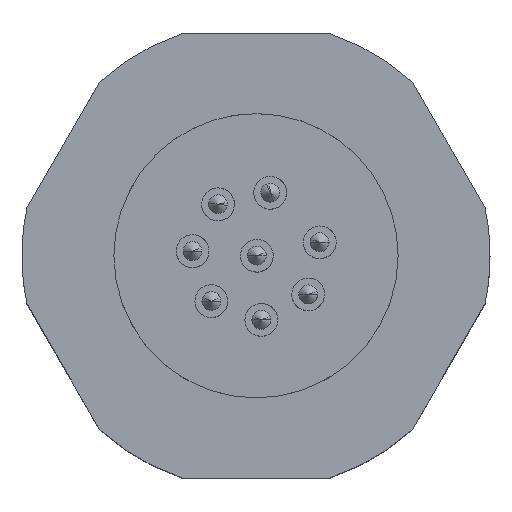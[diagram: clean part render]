
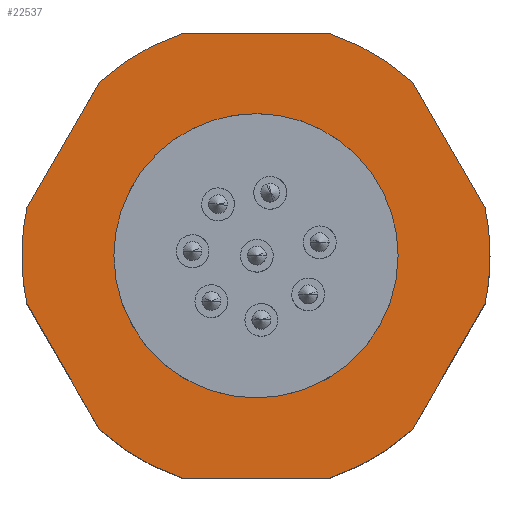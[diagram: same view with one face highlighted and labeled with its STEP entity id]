
A CAD part, top view. The second image highlights one B-rep face of the part: STEP entity #22537.
In plain terms, the highlighted planar face has unit normal (0, 0, 1).
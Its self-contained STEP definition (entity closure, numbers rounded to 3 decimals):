
#21314=AXIS2_PLACEMENT_3D('Circle Axis2P3D',#21312,#21313,$) ;
#21407=AXIS2_PLACEMENT_3D('Circle Axis2P3D',#21405,#21406,$) ;
#22141=AXIS2_PLACEMENT_3D('Circle Axis2P3D',#22139,#22140,$) ;
#22166=AXIS2_PLACEMENT_3D('Circle Axis2P3D',#22164,#22165,$) ;
#22184=AXIS2_PLACEMENT_3D('Circle Axis2P3D',#22182,#22183,$) ;
#22209=AXIS2_PLACEMENT_3D('Circle Axis2P3D',#22207,#22208,$) ;
#22227=AXIS2_PLACEMENT_3D('Circle Axis2P3D',#22225,#22226,$) ;
#22245=AXIS2_PLACEMENT_3D('Circle Axis2P3D',#22243,#22244,$) ;
#22464=AXIS2_PLACEMENT_3D('Circle Axis2P3D',#22462,#22463,$) ;
#22515=AXIS2_PLACEMENT_3D('Plane Axis2P3D',#22512,#22513,#22514) ;
#21246=CARTESIAN_POINT('Vertex',(17.729,16.954,20.501)) ;
#21249=CARTESIAN_POINT('Line Origine',(19.29,14.249,20.501)) ;
#21253=CARTESIAN_POINT('Vertex',(20.851,11.545,20.501)) ;
#21309=CARTESIAN_POINT('Vertex',(14.185,19.,20.5)) ;
#21312=CARTESIAN_POINT('Axis2P3D Location',(11.063,9.5,20.5)) ;
#21346=CARTESIAN_POINT('Vertex',(7.94,19.,20.5)) ;
#21349=CARTESIAN_POINT('Line Origine',(11.063,19.,20.5)) ;
#21402=CARTESIAN_POINT('Vertex',(4.397,16.954,20.5)) ;
#21405=CARTESIAN_POINT('Axis2P3D Location',(11.063,9.5,20.5)) ;
#21439=CARTESIAN_POINT('Vertex',(1.274,11.546,20.5)) ;
#21442=CARTESIAN_POINT('Line Origine',(2.835,14.25,20.5)) ;
#22029=CARTESIAN_POINT('Vertex',(20.851,7.454,20.501)) ;
#22032=CARTESIAN_POINT('Line Origine',(19.29,4.749,20.501)) ;
#22036=CARTESIAN_POINT('Vertex',(17.728,2.045,20.501)) ;
#22067=CARTESIAN_POINT('Vertex',(14.185,0.,20.5)) ;
#22070=CARTESIAN_POINT('Line Origine',(11.062,0.,20.5)) ;
#22074=CARTESIAN_POINT('Vertex',(7.94,0.,20.5)) ;
#22105=CARTESIAN_POINT('Vertex',(4.396,2.046,20.5)) ;
#22108=CARTESIAN_POINT('Line Origine',(2.835,4.75,20.5)) ;
#22112=CARTESIAN_POINT('Vertex',(1.274,7.454,20.5)) ;
#22139=CARTESIAN_POINT('Axis2P3D Location',(11.063,9.5,20.5)) ;
#22161=CARTESIAN_POINT('Vertex',(1.063,9.5,20.5)) ;
#22164=CARTESIAN_POINT('Axis2P3D Location',(11.063,9.5,20.5)) ;
#22182=CARTESIAN_POINT('Axis2P3D Location',(11.063,9.5,20.5)) ;
#22204=CARTESIAN_POINT('Vertex',(21.063,9.499,20.501)) ;
#22207=CARTESIAN_POINT('Axis2P3D Location',(11.063,9.5,20.5)) ;
#22225=CARTESIAN_POINT('Axis2P3D Location',(11.063,9.5,20.5)) ;
#22243=CARTESIAN_POINT('Axis2P3D Location',(11.063,9.5,20.5)) ;
#22459=CARTESIAN_POINT('Vertex',(4.988,9.5,20.5)) ;
#22462=CARTESIAN_POINT('Axis2P3D Location',(11.063,9.5,20.5)) ;
#22466=CARTESIAN_POINT('Vertex',(17.138,9.5,20.501)) ;
#22488=CARTESIAN_POINT('Control Point',(4.988,9.5,20.5)) ;
#22489=CARTESIAN_POINT('Control Point',(4.988,10.454,20.5)) ;
#22490=CARTESIAN_POINT('Control Point',(5.175,11.408,20.5)) ;
#22491=CARTESIAN_POINT('Control Point',(5.55,12.314,20.5)) ;
#22492=CARTESIAN_POINT('Control Point',(6.635,13.928,20.5)) ;
#22493=CARTESIAN_POINT('Control Point',(8.249,15.013,20.5)) ;
#22494=CARTESIAN_POINT('Control Point',(9.154,15.387,20.5)) ;
#22495=CARTESIAN_POINT('Control Point',(11.063,15.762,20.5)) ;
#22496=CARTESIAN_POINT('Control Point',(12.971,15.387,20.5)) ;
#22497=CARTESIAN_POINT('Control Point',(13.876,15.012,20.5)) ;
#22498=CARTESIAN_POINT('Control Point',(15.491,13.928,20.5)) ;
#22499=CARTESIAN_POINT('Control Point',(16.575,12.313,20.501)) ;
#22500=CARTESIAN_POINT('Control Point',(16.95,11.408,20.501)) ;
#22501=CARTESIAN_POINT('Control Point',(17.138,10.454,20.501)) ;
#22502=CARTESIAN_POINT('Control Point',(17.138,9.5,20.501)) ;
#22512=CARTESIAN_POINT('Axis2P3D Location',(19.1,9.499,20.501)) ;
#21250=DIRECTION('Vector Direction',(-0.5,0.866,0.)) ;
#21313=DIRECTION('Axis2P3D Direction',(0.,0.,-1.)) ;
#21350=DIRECTION('Vector Direction',(-1.,0.,0.)) ;
#21406=DIRECTION('Axis2P3D Direction',(0.,0.,-1.)) ;
#21443=DIRECTION('Vector Direction',(-0.5,-0.866,0.)) ;
#22033=DIRECTION('Vector Direction',(0.5,0.866,0.)) ;
#22071=DIRECTION('Vector Direction',(1.,0.,0.)) ;
#22109=DIRECTION('Vector Direction',(0.5,-0.866,0.)) ;
#22140=DIRECTION('Axis2P3D Direction',(0.,0.,-1.)) ;
#22165=DIRECTION('Axis2P3D Direction',(0.,0.,-1.)) ;
#22183=DIRECTION('Axis2P3D Direction',(0.,0.,-1.)) ;
#22208=DIRECTION('Axis2P3D Direction',(0.,0.,-1.)) ;
#22226=DIRECTION('Axis2P3D Direction',(0.,0.,-1.)) ;
#22244=DIRECTION('Axis2P3D Direction',(0.,0.,-1.)) ;
#22463=DIRECTION('Axis2P3D Direction',(0.,0.,-1.)) ;
#22513=DIRECTION('Axis2P3D Direction',(0.,0.,1.)) ;
#22514=DIRECTION('Axis2P3D XDirection',(0.,-1.,0.)) ;
#21251=VECTOR('Line Direction',#21250,1.) ;
#21351=VECTOR('Line Direction',#21350,1.) ;
#21444=VECTOR('Line Direction',#21443,1.) ;
#22034=VECTOR('Line Direction',#22033,1.) ;
#22072=VECTOR('Line Direction',#22071,1.) ;
#22110=VECTOR('Line Direction',#22109,1.) ;
#22518=ORIENTED_EDGE('',*,*,#21255,.T.) ;
#22519=ORIENTED_EDGE('',*,*,#21316,.F.) ;
#22520=ORIENTED_EDGE('',*,*,#21353,.T.) ;
#22521=ORIENTED_EDGE('',*,*,#21409,.F.) ;
#22522=ORIENTED_EDGE('',*,*,#21446,.T.) ;
#22523=ORIENTED_EDGE('',*,*,#22186,.F.) ;
#22524=ORIENTED_EDGE('',*,*,#22168,.F.) ;
#22525=ORIENTED_EDGE('',*,*,#22114,.T.) ;
#22526=ORIENTED_EDGE('',*,*,#22143,.F.) ;
#22527=ORIENTED_EDGE('',*,*,#22076,.T.) ;
#22528=ORIENTED_EDGE('',*,*,#22247,.F.) ;
#22529=ORIENTED_EDGE('',*,*,#22038,.T.) ;
#22530=ORIENTED_EDGE('',*,*,#22211,.F.) ;
#22531=ORIENTED_EDGE('',*,*,#22229,.F.) ;
#22534=ORIENTED_EDGE('',*,*,#22468,.T.) ;
#22535=ORIENTED_EDGE('',*,*,#22503,.T.) ;
#22536=FACE_BOUND('',#22533,.T.) ;
#22537=ADVANCED_FACE('V1',(#22532,#22536),#22516,.T.) ;
#22487=B_SPLINE_CURVE_WITH_KNOTS('',5,(#22488,#22489,#22490,#22491,#22492,#22493,#22494,#22495,#22496,#22497,#22498,#22499,#22500,#22501,#22502),.UNSPECIFIED.,.F.,.U.,(6,3,3,3,6),(-9.543,-4.771,0.,4.771,9.543),.UNSPECIFIED.) ;
#21315=CIRCLE('generated circle',#21314,10.) ;
#21408=CIRCLE('generated circle',#21407,10.) ;
#22142=CIRCLE('generated circle',#22141,10.) ;
#22167=CIRCLE('generated circle',#22166,10.) ;
#22185=CIRCLE('generated circle',#22184,10.) ;
#22210=CIRCLE('generated circle',#22209,10.) ;
#22228=CIRCLE('generated circle',#22227,10.) ;
#22246=CIRCLE('generated circle',#22245,10.) ;
#22465=CIRCLE('generated circle',#22464,6.075) ;
#21255=EDGE_CURVE('',#21254,#21247,#21252,.T.) ;
#21316=EDGE_CURVE('',#21310,#21247,#21315,.T.) ;
#21353=EDGE_CURVE('',#21310,#21347,#21352,.T.) ;
#21409=EDGE_CURVE('',#21403,#21347,#21408,.T.) ;
#21446=EDGE_CURVE('',#21403,#21440,#21445,.T.) ;
#22038=EDGE_CURVE('',#22037,#22030,#22035,.T.) ;
#22076=EDGE_CURVE('',#22075,#22068,#22073,.T.) ;
#22114=EDGE_CURVE('',#22113,#22106,#22111,.T.) ;
#22143=EDGE_CURVE('',#22075,#22106,#22142,.T.) ;
#22168=EDGE_CURVE('',#22113,#22162,#22167,.T.) ;
#22186=EDGE_CURVE('',#22162,#21440,#22185,.T.) ;
#22211=EDGE_CURVE('',#22205,#22030,#22210,.T.) ;
#22229=EDGE_CURVE('',#21254,#22205,#22228,.T.) ;
#22247=EDGE_CURVE('',#22037,#22068,#22246,.T.) ;
#22468=EDGE_CURVE('',#22467,#22460,#22465,.T.) ;
#22503=EDGE_CURVE('',#22460,#22467,#22487,.T.) ;
#22517=EDGE_LOOP('',(#22518,#22519,#22520,#22521,#22522,#22523,#22524,#22525,#22526,#22527,#22528,#22529,#22530,#22531)) ;
#22533=EDGE_LOOP('',(#22534,#22535)) ;
#22532=FACE_OUTER_BOUND('',#22517,.T.) ;
#21252=LINE('Line',#21249,#21251) ;
#21352=LINE('Line',#21349,#21351) ;
#21445=LINE('Line',#21442,#21444) ;
#22035=LINE('Line',#22032,#22034) ;
#22073=LINE('Line',#22070,#22072) ;
#22111=LINE('Line',#22108,#22110) ;
#22516=PLANE('',#22515) ;
#21247=VERTEX_POINT('',#21246) ;
#21254=VERTEX_POINT('',#21253) ;
#21310=VERTEX_POINT('',#21309) ;
#21347=VERTEX_POINT('',#21346) ;
#21403=VERTEX_POINT('',#21402) ;
#21440=VERTEX_POINT('',#21439) ;
#22030=VERTEX_POINT('',#22029) ;
#22037=VERTEX_POINT('',#22036) ;
#22068=VERTEX_POINT('',#22067) ;
#22075=VERTEX_POINT('',#22074) ;
#22106=VERTEX_POINT('',#22105) ;
#22113=VERTEX_POINT('',#22112) ;
#22162=VERTEX_POINT('',#22161) ;
#22205=VERTEX_POINT('',#22204) ;
#22460=VERTEX_POINT('',#22459) ;
#22467=VERTEX_POINT('',#22466) ;
